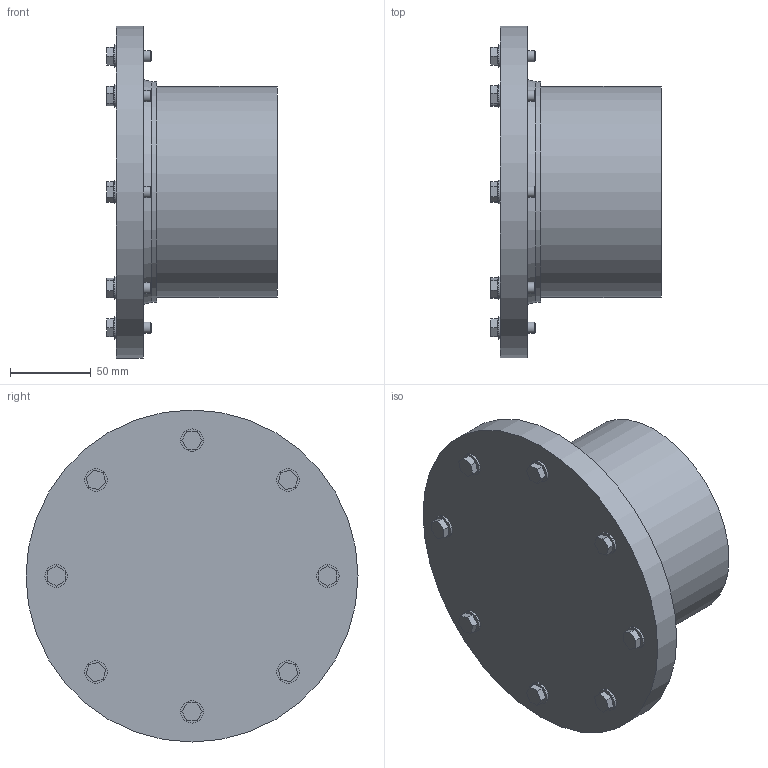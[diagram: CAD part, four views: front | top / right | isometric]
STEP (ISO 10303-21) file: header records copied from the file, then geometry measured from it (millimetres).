
FILE_DESCRIPTION( ( 'STEP AP214' ), '1' );
FILE_NAME( '3001407H.stp', '2022-01-26T12:17:34', ( 'License CC BY-ND 4.0' ), ( 'CADENAS' ), ' ', 'PARTsolutions', ' ' );
FILE_SCHEMA( ( 'AUTOMOTIVE_DESIGN { 1 0 10303 214 1 1 1 1 }' ) );
Length unit declared in the file: millimetre
Products named in the file (1): _3001407H
Bounding box: 106 x 206 x 206 mm (x, y, z)
Volume: 381589.7 mm3; surface area: 170016.1 mm2
Topology: 1 solids, 1 shells, 203 faces, 443 edges, 294 vertices
Faces by surface type: plane 156, cylinder 38, cone 9
Full cylindrical faces by diameter (mm): 7 x8, 9.4 x8, 11 x1, 14 x15, 125 x1, 131 x1, 137 x1, 194 x1, 200 x1, 206 x1
Entity records: 6812 total; most frequent: DIRECTION 882, CARTESIAN_POINT 870, ORIENTED_EDGE 768, EDGE_CURVE 384, EDGE_LOOP 302, AXIS2_PLACEMENT_3D 294, LINE 294, VECTOR 294
